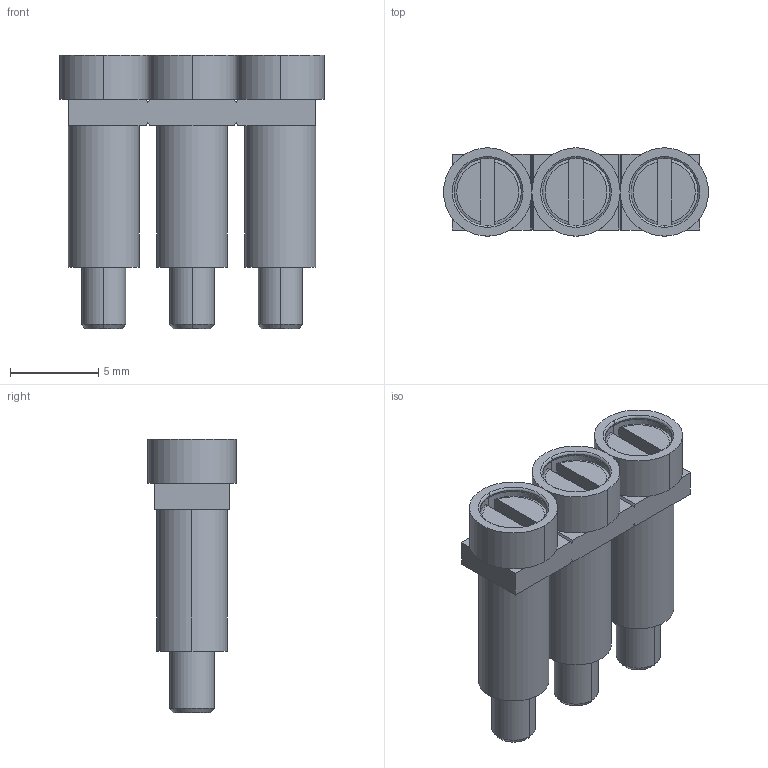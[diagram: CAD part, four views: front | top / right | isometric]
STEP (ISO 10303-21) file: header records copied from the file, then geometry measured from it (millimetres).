
FILE_DESCRIPTION (( 'STEP AP214' ), '1' );
FILE_NAME ('UK 2,5-3.STEP', '2013-10-29T10:24:48', ( 'arge' ), ( 'Microsoft' ), 'SwSTEP 2.0', 'SolidWorks 2013', '' );
FILE_SCHEMA (( 'AUTOMOTIVE_DESIGN' ));
Length unit declared in the file: millimetre
Products named in the file (1): UK 2,5-3
Bounding box: 15 x 5 x 15.5 mm (x, y, z)
Volume: 489.8 mm3; surface area: 1464 mm2
Topology: 10 solids, 10 shells, 174 faces, 378 edges, 230 vertices
Faces by surface type: cylinder 66, plane 54, torus 42, cone 12
Entity records: 6871 total; most frequent: DIRECTION 932, CARTESIAN_POINT 843, ORIENTED_EDGE 756, AXIS2_PLACEMENT_3D 391, EDGE_CURVE 378, VERTEX_POINT 230, CIRCLE 216, EDGE_LOOP 198
